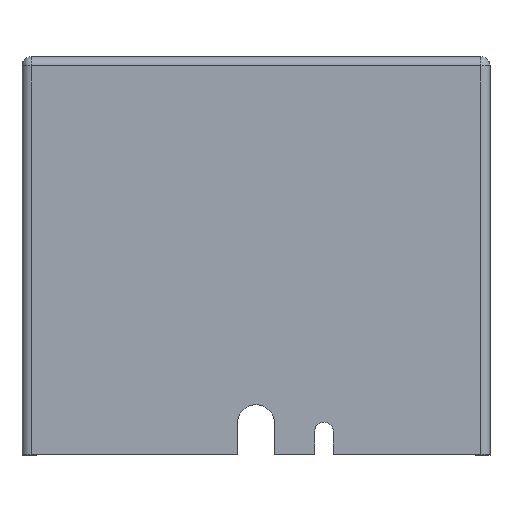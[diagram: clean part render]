
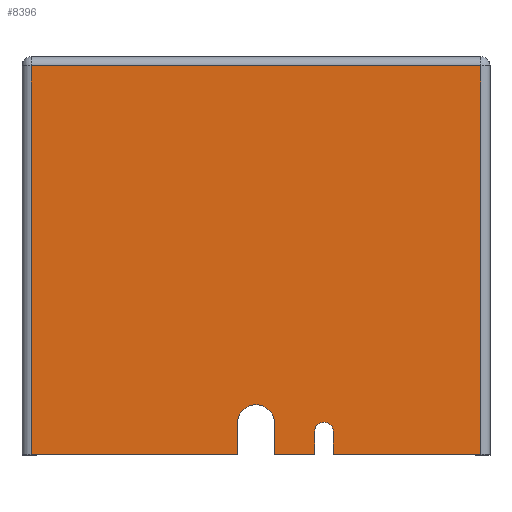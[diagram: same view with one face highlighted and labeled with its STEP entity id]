
A CAD part, top view. The second image highlights one B-rep face of the part: STEP entity #8396.
In plain terms, the highlighted planar face has unit normal (0, 0, 1).
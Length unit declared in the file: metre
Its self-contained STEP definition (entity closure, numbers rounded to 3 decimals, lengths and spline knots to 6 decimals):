
#419=CIRCLE('',#8890,0.004);
#420=CIRCLE('',#8891,0.002);
#893=ORIENTED_EDGE('',*,*,#3525,.T.);
#894=ORIENTED_EDGE('',*,*,#3526,.T.);
#895=ORIENTED_EDGE('',*,*,#3527,.T.);
#896=ORIENTED_EDGE('',*,*,#3528,.T.);
#897=ORIENTED_EDGE('',*,*,#3529,.T.);
#898=ORIENTED_EDGE('',*,*,#3530,.T.);
#899=ORIENTED_EDGE('',*,*,#3531,.T.);
#900=ORIENTED_EDGE('',*,*,#3532,.T.);
#901=ORIENTED_EDGE('',*,*,#3533,.T.);
#902=ORIENTED_EDGE('',*,*,#3534,.F.);
#903=ORIENTED_EDGE('',*,*,#3535,.T.);
#904=ORIENTED_EDGE('',*,*,#3536,.T.);
#3525=EDGE_CURVE('',#4841,#4842,#5717,.T.);
#3526=EDGE_CURVE('',#4842,#4843,#5718,.T.);
#3527=EDGE_CURVE('',#4843,#4844,#419,.T.);
#3528=EDGE_CURVE('',#4844,#4845,#5719,.T.);
#3529=EDGE_CURVE('',#4845,#4846,#5720,.T.);
#3530=EDGE_CURVE('',#4846,#4847,#5721,.T.);
#3531=EDGE_CURVE('',#4847,#4848,#420,.T.);
#3532=EDGE_CURVE('',#4848,#4849,#5722,.T.);
#3533=EDGE_CURVE('',#4849,#4850,#5723,.T.);
#3534=EDGE_CURVE('',#4851,#4850,#5724,.T.);
#3535=EDGE_CURVE('',#4851,#4852,#5725,.F.);
#3536=EDGE_CURVE('',#4852,#4841,#5726,.T.);
#4841=VERTEX_POINT('',#12312);
#4842=VERTEX_POINT('',#12313);
#4843=VERTEX_POINT('',#12315);
#4844=VERTEX_POINT('',#12317);
#4845=VERTEX_POINT('',#12319);
#4846=VERTEX_POINT('',#12321);
#4847=VERTEX_POINT('',#12323);
#4848=VERTEX_POINT('',#12325);
#4849=VERTEX_POINT('',#12327);
#4850=VERTEX_POINT('',#12329);
#4851=VERTEX_POINT('',#12331);
#4852=VERTEX_POINT('',#12333);
#5717=LINE('',#12311,#6447);
#5718=LINE('',#12314,#6448);
#5719=LINE('',#12318,#6449);
#5720=LINE('',#12320,#6450);
#5721=LINE('',#12322,#6451);
#5722=LINE('',#12326,#6452);
#5723=LINE('',#12328,#6453);
#5724=LINE('',#12330,#6454);
#5725=LINE('',#12332,#6455);
#5726=LINE('',#12334,#6456);
#6447=VECTOR('',#9789,1.);
#6448=VECTOR('',#9790,1.);
#6449=VECTOR('',#9793,1.);
#6450=VECTOR('',#9794,1.);
#6451=VECTOR('',#9795,1.);
#6452=VECTOR('',#9798,1.);
#6453=VECTOR('',#9799,1.);
#6454=VECTOR('',#9800,1.);
#6455=VECTOR('',#9801,1.);
#6456=VECTOR('',#9802,1.);
#7177=EDGE_LOOP('',(#893,#894,#895,#896,#897,#898,#899,#900,#901,#902,#903,
#904));
#7695=FACE_BOUND('',#7177,.T.);
#8213=PLANE('',#8889);
#8396=ADVANCED_FACE('',(#7695),#8213,.F.);
#8889=AXIS2_PLACEMENT_3D('',#12310,#9787,#9788);
#8890=AXIS2_PLACEMENT_3D('',#12316,#9791,#9792);
#8891=AXIS2_PLACEMENT_3D('',#12324,#9796,#9797);
#9787=DIRECTION('',(0.,0.,-1.));
#9788=DIRECTION('',(-1.,0.,0.));
#9789=DIRECTION('',(1.,0.,0.));
#9790=DIRECTION('',(0.007,1.,0.));
#9791=DIRECTION('',(0.,0.,-1.));
#9792=DIRECTION('',(1.,0.,0.));
#9793=DIRECTION('',(-0.007,-1.,0.));
#9794=DIRECTION('',(1.,0.,0.));
#9795=DIRECTION('',(0.,1.,0.));
#9796=DIRECTION('',(0.,0.,-1.));
#9797=DIRECTION('',(1.,0.,0.));
#9798=DIRECTION('',(0.,-1.,0.));
#9799=DIRECTION('',(1.,0.,0.));
#9800=DIRECTION('',(0.,-1.,0.));
#9801=DIRECTION('',(1.,0.,0.));
#9802=DIRECTION('',(0.,-1.,0.));
#12310=CARTESIAN_POINT('',(-0.0195,0.093002,0.12));
#12311=CARTESIAN_POINT('',(-0.0195,0.008,0.12));
#12312=CARTESIAN_POINT('',(-0.048,0.008,0.12));
#12313=CARTESIAN_POINT('',(-0.004055,0.008,0.12));
#12314=CARTESIAN_POINT('',(-0.004033,0.011318,0.12));
#12315=CARTESIAN_POINT('',(-0.004012,0.014636,0.12));
#12316=CARTESIAN_POINT('',(-0.000012,0.01461,0.12));
#12317=CARTESIAN_POINT('',(0.003988,0.014636,0.12));
#12318=CARTESIAN_POINT('',(0.003966,0.011266,0.12));
#12319=CARTESIAN_POINT('',(0.003945,0.008,0.12));
#12320=CARTESIAN_POINT('',(-0.0195,0.008,0.12));
#12321=CARTESIAN_POINT('',(0.01251,0.008,0.12));
#12322=CARTESIAN_POINT('',(0.01251,0.010446,0.12));
#12323=CARTESIAN_POINT('',(0.01251,0.012891,0.12));
#12324=CARTESIAN_POINT('',(0.01451,0.012891,0.12));
#12325=CARTESIAN_POINT('',(0.01651,0.012891,0.12));
#12326=CARTESIAN_POINT('',(0.01651,0.010446,0.12));
#12327=CARTESIAN_POINT('',(0.01651,0.008,0.12));
#12328=CARTESIAN_POINT('',(-0.0195,0.008,0.12));
#12329=CARTESIAN_POINT('',(0.048,0.008,0.12));
#12330=CARTESIAN_POINT('',(0.048,0.093002,0.12));
#12331=CARTESIAN_POINT('',(0.048,0.091,0.12));
#12332=CARTESIAN_POINT('',(-0.05,0.091,0.12));
#12333=CARTESIAN_POINT('',(-0.048,0.091,0.12));
#12334=CARTESIAN_POINT('',(-0.048,0.093002,0.12));
